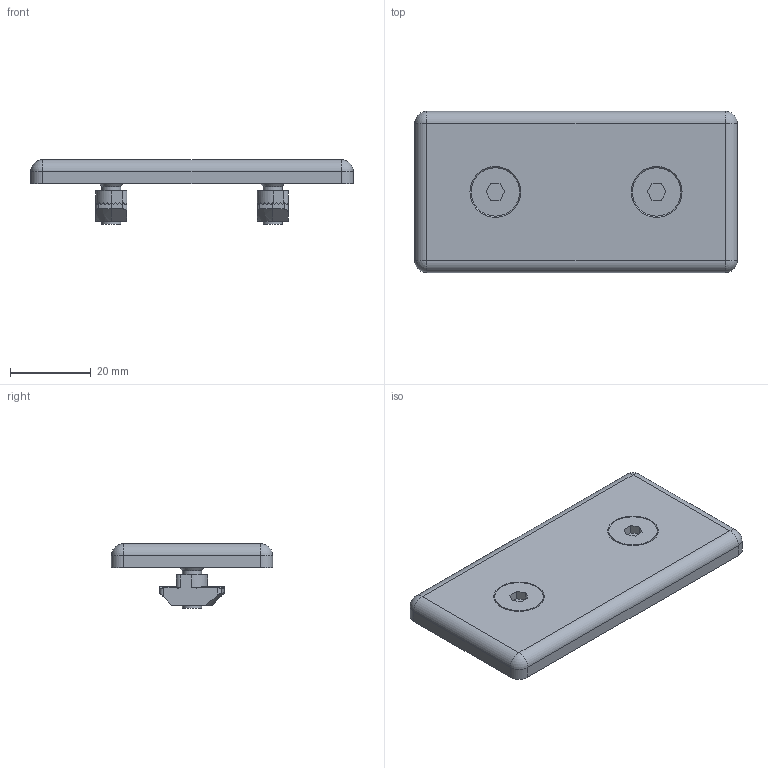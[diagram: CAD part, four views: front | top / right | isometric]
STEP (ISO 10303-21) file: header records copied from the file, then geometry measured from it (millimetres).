
FILE_DESCRIPTION(/* description */ (''),/* implementation_level */ '2;1');
FILE_NAME(/* name */ '126205',/* time_stamp */ '2014-10-06T15:39:22+02:00',/* author */ (''),/* organization */ (''),/* preprocessor_version */ 'ST-DEVELOPER v14',/* originating_system */ 'HiCAD 2013 1802.4 Build 509',/* authorisation */ '');
FILE_SCHEMA (('AUTOMOTIVE_DESIGN { 1 0 10303 214 1 1 1 1 }'));
Length unit declared in the file: millimetre
Products named in the file (6): Root; 126205Plaat 40 x 80BOIKON; 900584Verz. inbusbout DIN 7991 EV M6 x 16BOIKON0; 122075Hamermoer 8 - M6BOIKON
Assembly tree (5 placements, depth 3):
  Root
    126205Plaat 40 x 80BOIKON
      900584Verz. inbusbout DIN 7991 EV M6 x 16BOIKON0
      900584Verz. inbusbout DIN 7991 EV M6 x 16BOIKON0
      122075Hamermoer 8 - M6BOIKON
      122075Hamermoer 8 - M6BOIKON
Bounding box: 80 x 40 x 16 mm (x, y, z)
Volume: 19839.8 mm3; surface area: 9737.6 mm2
Topology: 5 solids, 5 shells, 160 faces, 426 edges, 279 vertices
Faces by surface type: plane 108, cylinder 38, cone 10, sphere 4
Full cylindrical faces by diameter (mm): 4.773 x2, 6 x4, 6.6 x2, 12 x2
Entity records: 9072 total; most frequent: CARTESIAN_POINT 971, DIRECTION 892, PRESENTATION_STYLE_ASSIGNMENT 801, COLOUR_RGB 799, DRAUGHTING_PRE_DEFINED_CURVE_FONT 796, CURVE_STYLE 796, OVER_RIDING_STYLED_ITEM 796, ORIENTED_EDGE 796
